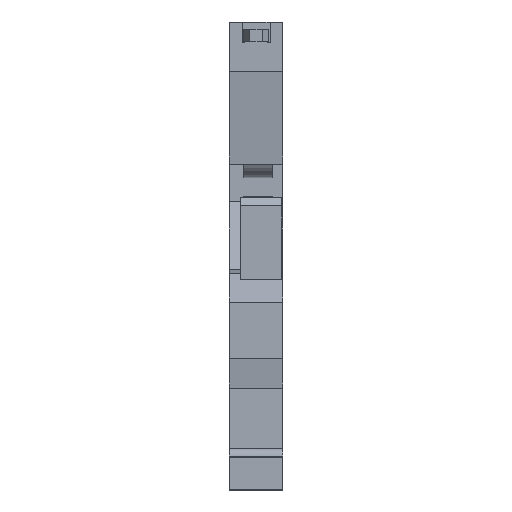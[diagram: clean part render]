
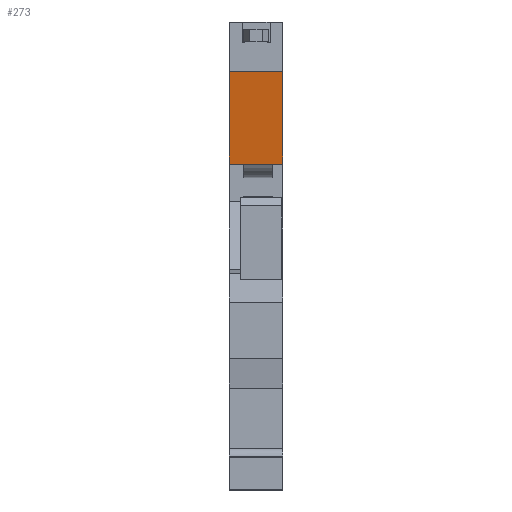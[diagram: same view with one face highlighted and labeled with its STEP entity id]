
A CAD part, front view. The second image highlights one B-rep face of the part: STEP entity #273.
In plain terms, the highlighted planar face has unit normal (0, -0.99, -0.139).
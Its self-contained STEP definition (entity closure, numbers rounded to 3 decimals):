
#273=ADVANCED_FACE('',(#661),#662,.F.);
#661=FACE_OUTER_BOUND('',#1158,.T.);
#662=PLANE('',#1159);
#1158=EDGE_LOOP('',(#2034,#2035,#2036,#2037));
#1159=AXIS2_PLACEMENT_3D('',#2038,#2039,#2040);
#2034=ORIENTED_EDGE('',*,*,#3422,.F.);
#2035=ORIENTED_EDGE('',*,*,#3207,.F.);
#2036=ORIENTED_EDGE('',*,*,#3423,.T.);
#2037=ORIENTED_EDGE('',*,*,#3268,.T.);
#2038=CARTESIAN_POINT('',(0.,0.925,39.951));
#2039=DIRECTION('',(0.,0.99,0.139));
#2040=DIRECTION('',(-1.0,0.,0.));
#3207=EDGE_CURVE('',#3903,#3905,#3906,.T.);
#3268=EDGE_CURVE('',#4021,#4019,#4022,.T.);
#3422=EDGE_CURVE('',#3905,#4019,#4255,.T.);
#3423=EDGE_CURVE('',#3903,#4021,#4256,.T.);
#3903=VERTEX_POINT('',#4935);
#3905=VERTEX_POINT('',#4938);
#3906=LINE('',#4939,#4940);
#4019=VERTEX_POINT('',#5101);
#4021=VERTEX_POINT('',#5104);
#4022=LINE('',#5105,#5106);
#4255=LINE('',#5552,#5553);
#4256=LINE('',#5554,#5555);
#4935=CARTESIAN_POINT('',(5.15,0.905,40.089));
#4938=CARTESIAN_POINT('',(5.15,2.155,31.2));
#4939=CARTESIAN_POINT('',(5.15,5.838,4.991));
#4940=VECTOR('',#6664,1.0);
#5101=CARTESIAN_POINT('',(0.,2.155,31.2));
#5104=CARTESIAN_POINT('',(0.,0.905,40.089));
#5105=CARTESIAN_POINT('',(0.,5.838,4.991));
#5106=VECTOR('',#6744,1.0);
#5552=CARTESIAN_POINT('',(0.,2.155,31.2));
#5553=VECTOR('',#6883,1.0);
#5554=CARTESIAN_POINT('',(0.,0.905,40.089));
#5555=VECTOR('',#6884,1.0);
#6664=DIRECTION('',(0.,0.139,-0.99));
#6744=DIRECTION('',(0.,0.139,-0.99));
#6883=DIRECTION('',(-1.0,0.,0.));
#6884=DIRECTION('',(-1.0,0.,0.));
